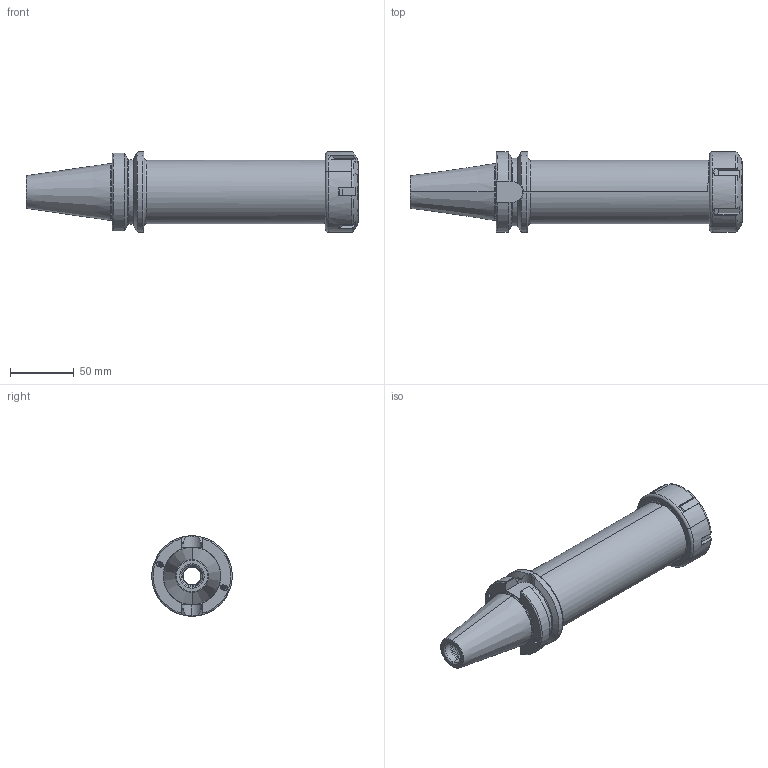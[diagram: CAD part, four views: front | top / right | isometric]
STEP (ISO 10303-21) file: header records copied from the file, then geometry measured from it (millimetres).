
FILE_DESCRIPTION (( 'STEP AP203' ), '1' );
FILE_NAME ('406.02.26.3.STEP', '2016-11-25T11:05:16', ( '' ), ( '' ), 'SwSTEP 2.0', 'SolidWorks 2012', '' );
FILE_SCHEMA (( 'CONFIG_CONTROL_DESIGN' ));
Length unit declared in the file: millimetre
Products named in the file (3): 406.02.26.3; 2-01.100.0400260C7_ER40螺帽(六溝)
Assembly tree (2 placements, depth 2):
  406.02.26.3
    406.02.26.3
    2-01.100.0400260C7_ER40螺帽(六溝)
Bounding box: 260.1 x 63 x 63 mm (x, y, z)
Volume: 402975.7 mm3; surface area: 75002.6 mm2
Topology: 2 solids, 2 shells, 358 faces, 954 edges, 601 vertices
Faces by surface type: cylinder 147, plane 76, bspline 56, torus 55, cone 24
Entity records: 24345 total; most frequent: CARTESIAN_POINT 16331, ORIENTED_EDGE 1904, DIRECTION 1307, EDGE_CURVE 952, VERTEX_POINT 601, AXIS2_PLACEMENT_3D 514, EDGE_LOOP 369, FACE_OUTER_BOUND 358
